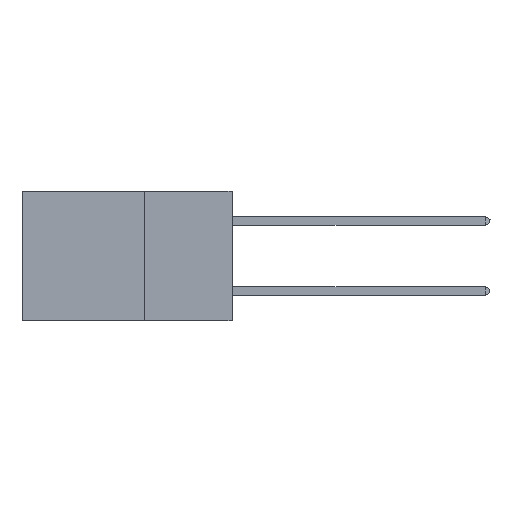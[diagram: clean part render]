
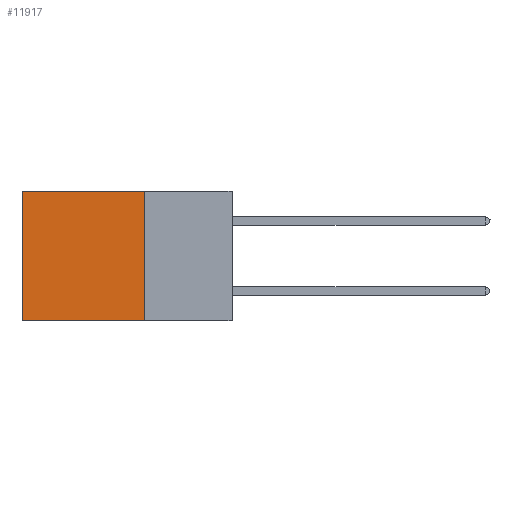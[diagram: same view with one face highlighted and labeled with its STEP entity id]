
A CAD part, left-side view. The second image highlights one B-rep face of the part: STEP entity #11917.
In plain terms, the highlighted planar face has unit normal (-1, 0, 0).
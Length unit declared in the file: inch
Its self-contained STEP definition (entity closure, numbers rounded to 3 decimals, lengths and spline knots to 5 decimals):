
#1020 = ORIENTED_EDGE ( 'NONE', *, *, #18725, .T. ) ;
#1449 = VECTOR ( 'NONE', #1828, 39.37008 ) ;
#1736 = VERTEX_POINT ( 'NONE', #13306 ) ;
#1828 = DIRECTION ( 'NONE',  ( 0., 1., 0. ) ) ;
#2825 = DIRECTION ( 'NONE',  ( 0., 0., -1. ) ) ;
#2842 = EDGE_CURVE ( 'NONE', #14283, #18534, #11507, .T. ) ;
#3607 = VECTOR ( 'NONE', #2825, 39.37008 ) ;
#3826 = PLANE ( 'NONE',  #8257 ) ;
#3934 = VERTEX_POINT ( 'NONE', #19015 ) ;
#4487 = CARTESIAN_POINT ( 'NONE',  ( 0.2875, 0.25, 0. ) ) ;
#4519 = LINE ( 'NONE', #11744, #16585 ) ;
#5124 = ORIENTED_EDGE ( 'NONE', *, *, #2842, .F. ) ;
#5144 = CARTESIAN_POINT ( 'NONE',  ( 0.2875, 0.6, 0. ) ) ;
#5422 = CARTESIAN_POINT ( 'NONE',  ( 0.2875, 0.25, 0. ) ) ;
#5482 = DIRECTION ( 'NONE',  ( 0., 0., -1. ) ) ;
#6836 = DIRECTION ( 'NONE',  ( 0., 1., 0. ) ) ;
#8257 = AXIS2_PLACEMENT_3D ( 'NONE', #5422, #19421, #5482 ) ;
#9373 = EDGE_LOOP ( 'NONE', ( #1020, #19693, #5124, #17124 ) ) ;
#9673 = LINE ( 'NONE', #5144, #17544 ) ;
#9839 = DIRECTION ( 'NONE',  ( 0., 0., -1. ) ) ;
#10310 = LINE ( 'NONE', #11259, #1449 ) ;
#11259 = CARTESIAN_POINT ( 'NONE',  ( 0.2875, 0.25, -0.37 ) ) ;
#11507 = LINE ( 'NONE', #4487, #3607 ) ;
#11531 = CARTESIAN_POINT ( 'NONE',  ( 0.2875, 0.25, 0. ) ) ;
#11570 = EDGE_CURVE ( 'NONE', #18534, #1736, #10310, .T. ) ;
#11744 = CARTESIAN_POINT ( 'NONE',  ( 0.2875, 0.25, 0. ) ) ;
#11917 = ADVANCED_FACE ( 'NONE', ( #13744 ), #3826, .F. ) ;
#13306 = CARTESIAN_POINT ( 'NONE',  ( 0.2875, 0.6, -0.37 ) ) ;
#13744 = FACE_OUTER_BOUND ( 'NONE', #9373, .T. ) ;
#14283 = VERTEX_POINT ( 'NONE', #11531 ) ;
#14373 = EDGE_CURVE ( 'NONE', #14283, #3934, #4519, .T. ) ;
#16585 = VECTOR ( 'NONE', #6836, 39.37008 ) ;
#17124 = ORIENTED_EDGE ( 'NONE', *, *, #14373, .T. ) ;
#17544 = VECTOR ( 'NONE', #9839, 39.37008 ) ;
#18534 = VERTEX_POINT ( 'NONE', #20200 ) ;
#18725 = EDGE_CURVE ( 'NONE', #3934, #1736, #9673, .T. ) ;
#19015 = CARTESIAN_POINT ( 'NONE',  ( 0.2875, 0.6, 0. ) ) ;
#19421 = DIRECTION ( 'NONE',  ( 1., 0., 0. ) ) ;
#19693 = ORIENTED_EDGE ( 'NONE', *, *, #11570, .F. ) ;
#20200 = CARTESIAN_POINT ( 'NONE',  ( 0.2875, 0.25, -0.37 ) ) ;
